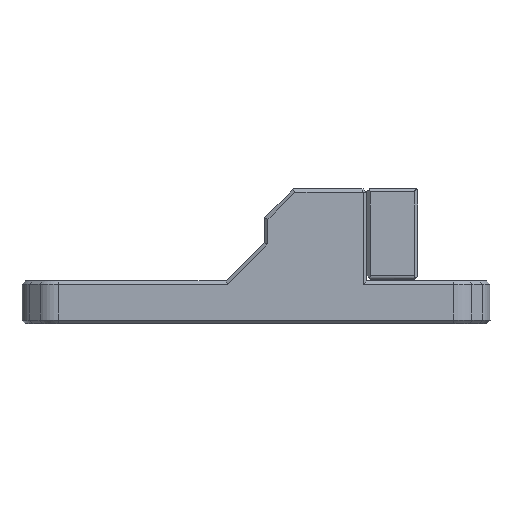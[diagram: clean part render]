
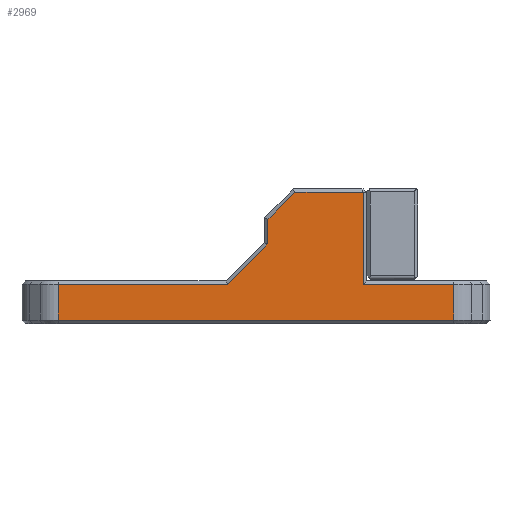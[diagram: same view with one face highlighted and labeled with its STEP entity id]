
A CAD part, left-side view. The second image highlights one B-rep face of the part: STEP entity #2969.
In plain terms, the highlighted planar face has unit normal (-1, 0, 0).
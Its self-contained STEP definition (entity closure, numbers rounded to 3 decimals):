
#306=FACE_OUTER_BOUND('',#493,.T.);
#493=EDGE_LOOP('',(#2034,#2035,#2036,#2037,#2038,#2039,#2040,#2041,#2042,
#2043));
#695=LINE('',#4477,#987);
#696=LINE('',#4480,#988);
#709=LINE('',#4505,#1001);
#722=LINE('',#4532,#1014);
#723=LINE('',#4534,#1015);
#724=LINE('',#4536,#1016);
#725=LINE('',#4538,#1017);
#726=LINE('',#4540,#1018);
#727=LINE('',#4542,#1019);
#728=LINE('',#4543,#1020);
#987=VECTOR('',#3525,10.);
#988=VECTOR('',#3528,10.);
#1001=VECTOR('',#3551,10.);
#1014=VECTOR('',#3572,10.);
#1015=VECTOR('',#3573,10.);
#1016=VECTOR('',#3574,10.);
#1017=VECTOR('',#3575,10.);
#1018=VECTOR('',#3576,10.);
#1019=VECTOR('',#3577,10.);
#1020=VECTOR('',#3578,10.);
#1275=VERTEX_POINT('',#4473);
#1276=VERTEX_POINT('',#4475);
#1277=VERTEX_POINT('',#4479);
#1284=VERTEX_POINT('',#4503);
#1294=VERTEX_POINT('',#4531);
#1295=VERTEX_POINT('',#4533);
#1296=VERTEX_POINT('',#4535);
#1297=VERTEX_POINT('',#4537);
#1298=VERTEX_POINT('',#4539);
#1299=VERTEX_POINT('',#4541);
#1543=EDGE_CURVE('',#1276,#1275,#695,.T.);
#1544=EDGE_CURVE('',#1275,#1277,#696,.T.);
#1557=EDGE_CURVE('',#1284,#1276,#709,.T.);
#1570=EDGE_CURVE('',#1294,#1284,#722,.T.);
#1571=EDGE_CURVE('',#1295,#1294,#723,.T.);
#1572=EDGE_CURVE('',#1296,#1295,#724,.T.);
#1573=EDGE_CURVE('',#1297,#1296,#725,.T.);
#1574=EDGE_CURVE('',#1298,#1297,#726,.T.);
#1575=EDGE_CURVE('',#1299,#1298,#727,.T.);
#1576=EDGE_CURVE('',#1277,#1299,#728,.T.);
#2034=ORIENTED_EDGE('',*,*,#1543,.F.);
#2035=ORIENTED_EDGE('',*,*,#1557,.F.);
#2036=ORIENTED_EDGE('',*,*,#1570,.F.);
#2037=ORIENTED_EDGE('',*,*,#1571,.F.);
#2038=ORIENTED_EDGE('',*,*,#1572,.F.);
#2039=ORIENTED_EDGE('',*,*,#1573,.F.);
#2040=ORIENTED_EDGE('',*,*,#1574,.F.);
#2041=ORIENTED_EDGE('',*,*,#1575,.F.);
#2042=ORIENTED_EDGE('',*,*,#1576,.F.);
#2043=ORIENTED_EDGE('',*,*,#1544,.F.);
#2873=PLANE('',#3185);
#2969=ADVANCED_FACE('',(#306),#2873,.T.);
#3185=AXIS2_PLACEMENT_3D('',#4530,#3570,#3571);
#3525=DIRECTION('',(0.,-0.707,0.707));
#3528=DIRECTION('',(0.,-1.,0.));
#3551=DIRECTION('',(0.,0.,1.));
#3570=DIRECTION('center_axis',(-1.,0.,
0.));
#3571=DIRECTION('ref_axis',(0.,-1.,0.));
#3572=DIRECTION('',(0.,-0.707,0.707));
#3573=DIRECTION('',(0.,-1.,0.));
#3574=DIRECTION('',(0.,0.,1.));
#3575=DIRECTION('',(0.,1.,0.));
#3576=DIRECTION('',(0.,0.,-1.));
#3577=DIRECTION('',(0.,-1.,0.));
#3578=DIRECTION('',(0.,0.,-1.));
#4473=CARTESIAN_POINT('',(-80.,-19.375,64.589));
#4475=CARTESIAN_POINT('',(-80.,-16.209,61.423));
#4477=CARTESIAN_POINT('',(-80.,-5.342,50.556));
#4479=CARTESIAN_POINT('',(-80.,-27.409,64.589));
#4480=CARTESIAN_POINT('',(-80.,-4.309,64.589));
#4503=CARTESIAN_POINT('',(-80.,-16.209,58.523));
#4505=CARTESIAN_POINT('',(-80.,-16.209,51.689));
#4530=CARTESIAN_POINT('Origin',(-80.,16.191,49.189));
#4531=CARTESIAN_POINT('',(-80.,-11.475,53.789));
#4532=CARTESIAN_POINT('',(-80.,-4.592,46.906));
#4533=CARTESIAN_POINT('',(-80.,8.398,53.789));
#4534=CARTESIAN_POINT('',(-79.999,-47.287,53.789));
#4535=CARTESIAN_POINT('',(-80.,8.398,49.589));
#4536=CARTESIAN_POINT('',(-80.,8.398,49.189));
#4537=CARTESIAN_POINT('',(-80.,-38.016,49.589));
#4538=CARTESIAN_POINT('',(-79.999,-47.287,49.589));
#4539=CARTESIAN_POINT('',(-80.,-38.016,53.789));
#4540=CARTESIAN_POINT('',(-80.,-38.016,49.189));
#4541=CARTESIAN_POINT('',(-80.,-27.409,53.789));
#4542=CARTESIAN_POINT('',(-80.,3.691,53.789));
#4543=CARTESIAN_POINT('',(-80.,-27.409,53.814));
